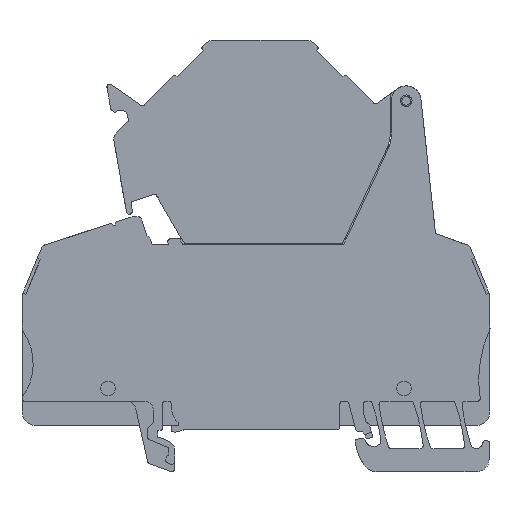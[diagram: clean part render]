
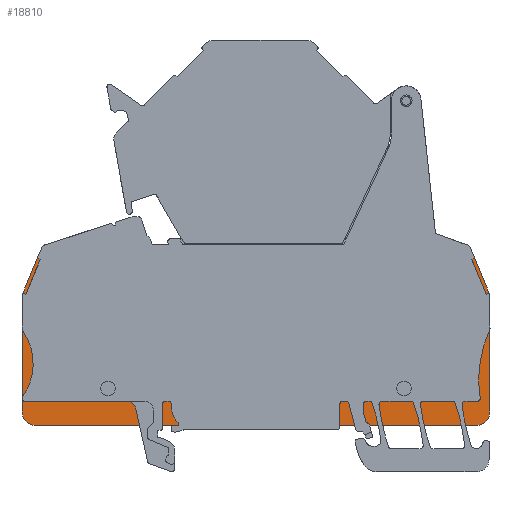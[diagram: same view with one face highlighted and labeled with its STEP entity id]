
A CAD part, left-side view. The second image highlights one B-rep face of the part: STEP entity #18810.
In plain terms, the highlighted planar face has unit normal (-1, 0, 0).
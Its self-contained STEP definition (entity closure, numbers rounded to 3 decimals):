
#18662=AXIS2_PLACEMENT_3D('Plane Axis2P3D',#18659,#18660,#18661) ;
#18675=AXIS2_PLACEMENT_3D('Circle Axis2P3D',#18673,#18674,$) ;
#18689=AXIS2_PLACEMENT_3D('Circle Axis2P3D',#18687,#18688,$) ;
#18703=AXIS2_PLACEMENT_3D('Circle Axis2P3D',#18701,#18702,$) ;
#18717=AXIS2_PLACEMENT_3D('Circle Axis2P3D',#18715,#18716,$) ;
#18731=AXIS2_PLACEMENT_3D('Circle Axis2P3D',#18729,#18730,$) ;
#18745=AXIS2_PLACEMENT_3D('Circle Axis2P3D',#18743,#18744,$) ;
#18759=AXIS2_PLACEMENT_3D('Circle Axis2P3D',#18757,#18758,$) ;
#18773=AXIS2_PLACEMENT_3D('Circle Axis2P3D',#18771,#18772,$) ;
#18659=CARTESIAN_POINT('Axis2P3D Location',(7.9,38.85,6.75)) ;
#18664=CARTESIAN_POINT('Line Origine',(7.9,55.555,33.779)) ;
#18668=CARTESIAN_POINT('Vertex',(7.9,54.182,29.553)) ;
#18670=CARTESIAN_POINT('Vertex',(7.9,56.928,38.005)) ;
#18673=CARTESIAN_POINT('Axis2P3D Location',(7.9,57.403,37.85)) ;
#18677=CARTESIAN_POINT('Vertex',(7.9,57.403,38.35)) ;
#18680=CARTESIAN_POINT('Line Origine',(7.9,66.123,38.35)) ;
#18684=CARTESIAN_POINT('Vertex',(7.9,74.843,38.35)) ;
#18687=CARTESIAN_POINT('Axis2P3D Location',(7.9,74.843,37.35)) ;
#18691=CARTESIAN_POINT('Vertex',(7.9,75.767,37.733)) ;
#18694=CARTESIAN_POINT('Line Origine',(7.9,77.37,33.861)) ;
#18698=CARTESIAN_POINT('Vertex',(7.9,78.974,29.99)) ;
#18701=CARTESIAN_POINT('Axis2P3D Location',(7.9,78.05,29.607)) ;
#18705=CARTESIAN_POINT('Vertex',(7.9,79.05,29.607)) ;
#18708=CARTESIAN_POINT('Line Origine',(7.9,79.05,19.929)) ;
#18712=CARTESIAN_POINT('Vertex',(7.9,79.05,10.25)) ;
#18715=CARTESIAN_POINT('Axis2P3D Location',(7.9,76.55,10.25)) ;
#18719=CARTESIAN_POINT('Vertex',(7.9,76.55,7.75)) ;
#18722=CARTESIAN_POINT('Line Origine',(7.9,39.525,7.75)) ;
#18726=CARTESIAN_POINT('Vertex',(7.9,2.5,7.75)) ;
#18729=CARTESIAN_POINT('Axis2P3D Location',(7.9,2.5,10.25)) ;
#18733=CARTESIAN_POINT('Vertex',(7.9,0.,10.25)) ;
#18736=CARTESIAN_POINT('Line Origine',(7.9,0.,19.929)) ;
#18740=CARTESIAN_POINT('Vertex',(7.9,0.,29.607)) ;
#18743=CARTESIAN_POINT('Axis2P3D Location',(7.9,1.,29.607)) ;
#18747=CARTESIAN_POINT('Vertex',(7.9,0.076,29.99)) ;
#18750=CARTESIAN_POINT('Line Origine',(7.9,1.68,33.861)) ;
#18754=CARTESIAN_POINT('Vertex',(7.9,3.283,37.733)) ;
#18757=CARTESIAN_POINT('Axis2P3D Location',(7.9,4.207,37.35)) ;
#18761=CARTESIAN_POINT('Vertex',(7.9,4.207,38.35)) ;
#18764=CARTESIAN_POINT('Line Origine',(7.9,29.085,38.35)) ;
#18768=CARTESIAN_POINT('Vertex',(7.9,53.962,38.35)) ;
#18771=CARTESIAN_POINT('Axis2P3D Location',(7.9,53.962,38.1)) ;
#18775=CARTESIAN_POINT('Vertex',(7.9,54.2,38.023)) ;
#18778=CARTESIAN_POINT('Line Origine',(7.9,52.955,34.19)) ;
#18782=CARTESIAN_POINT('Vertex',(7.9,51.709,30.356)) ;
#18785=CARTESIAN_POINT('Line Origine',(7.9,52.945,29.955)) ;
#18660=DIRECTION('Axis2P3D Direction',(-1.,0.,0.)) ;
#18661=DIRECTION('Axis2P3D XDirection',(0.,0.,-1.)) ;
#18665=DIRECTION('Vector Direction',(0.,-0.309,-0.951)) ;
#18674=DIRECTION('Axis2P3D Direction',(-1.,0.,0.)) ;
#18681=DIRECTION('Vector Direction',(0.,-1.,0.)) ;
#18688=DIRECTION('Axis2P3D Direction',(-1.,0.,0.)) ;
#18695=DIRECTION('Vector Direction',(0.,-0.383,0.924)) ;
#18702=DIRECTION('Axis2P3D Direction',(-1.,0.,0.)) ;
#18709=DIRECTION('Vector Direction',(0.,0.,1.)) ;
#18716=DIRECTION('Axis2P3D Direction',(-1.,0.,0.)) ;
#18723=DIRECTION('Vector Direction',(0.,-1.,0.)) ;
#18730=DIRECTION('Axis2P3D Direction',(-1.,0.,0.)) ;
#18737=DIRECTION('Vector Direction',(0.,0.,1.)) ;
#18744=DIRECTION('Axis2P3D Direction',(-1.,0.,0.)) ;
#18751=DIRECTION('Vector Direction',(0.,-0.383,-0.924)) ;
#18758=DIRECTION('Axis2P3D Direction',(-1.,0.,0.)) ;
#18765=DIRECTION('Vector Direction',(0.,-1.,0.)) ;
#18772=DIRECTION('Axis2P3D Direction',(-1.,0.,0.)) ;
#18779=DIRECTION('Vector Direction',(0.,0.309,0.951)) ;
#18786=DIRECTION('Vector Direction',(0.,-0.951,0.309)) ;
#18666=VECTOR('Line Direction',#18665,1.) ;
#18682=VECTOR('Line Direction',#18681,1.) ;
#18696=VECTOR('Line Direction',#18695,1.) ;
#18710=VECTOR('Line Direction',#18709,1.) ;
#18724=VECTOR('Line Direction',#18723,1.) ;
#18738=VECTOR('Line Direction',#18737,1.) ;
#18752=VECTOR('Line Direction',#18751,1.) ;
#18766=VECTOR('Line Direction',#18765,1.) ;
#18780=VECTOR('Line Direction',#18779,1.) ;
#18787=VECTOR('Line Direction',#18786,1.) ;
#18791=ORIENTED_EDGE('',*,*,#18672,.T.) ;
#18792=ORIENTED_EDGE('',*,*,#18679,.T.) ;
#18793=ORIENTED_EDGE('',*,*,#18686,.T.) ;
#18794=ORIENTED_EDGE('',*,*,#18693,.T.) ;
#18795=ORIENTED_EDGE('',*,*,#18700,.T.) ;
#18796=ORIENTED_EDGE('',*,*,#18707,.T.) ;
#18797=ORIENTED_EDGE('',*,*,#18714,.T.) ;
#18798=ORIENTED_EDGE('',*,*,#18721,.T.) ;
#18799=ORIENTED_EDGE('',*,*,#18728,.T.) ;
#18800=ORIENTED_EDGE('',*,*,#18735,.T.) ;
#18801=ORIENTED_EDGE('',*,*,#18742,.T.) ;
#18802=ORIENTED_EDGE('',*,*,#18749,.T.) ;
#18803=ORIENTED_EDGE('',*,*,#18756,.T.) ;
#18804=ORIENTED_EDGE('',*,*,#18763,.T.) ;
#18805=ORIENTED_EDGE('',*,*,#18770,.T.) ;
#18806=ORIENTED_EDGE('',*,*,#18777,.T.) ;
#18807=ORIENTED_EDGE('',*,*,#18784,.T.) ;
#18808=ORIENTED_EDGE('',*,*,#18789,.T.) ;
#18810=ADVANCED_FACE('321492\X2\00B4\X0\06\X2\00B1\X0\DIPL\X2\00B1\X0\ZSI2.5\X2\00B4\X0\2\X2\00B1\X0\DISTANZPLATTE.1\\K\X2\00F6\X0\rper.2',(#18809),#18663,.T.) ;
#18676=CIRCLE('generated circle',#18675,0.5) ;
#18690=CIRCLE('generated circle',#18689,1.) ;
#18704=CIRCLE('generated circle',#18703,1.) ;
#18718=CIRCLE('generated circle',#18717,2.5) ;
#18732=CIRCLE('generated circle',#18731,2.5) ;
#18746=CIRCLE('generated circle',#18745,1.) ;
#18760=CIRCLE('generated circle',#18759,1.) ;
#18774=CIRCLE('generated circle',#18773,0.25) ;
#18672=EDGE_CURVE('',#18669,#18671,#18667,.F.) ;
#18679=EDGE_CURVE('',#18671,#18678,#18676,.T.) ;
#18686=EDGE_CURVE('',#18678,#18685,#18683,.F.) ;
#18693=EDGE_CURVE('',#18685,#18692,#18690,.T.) ;
#18700=EDGE_CURVE('',#18692,#18699,#18697,.F.) ;
#18707=EDGE_CURVE('',#18699,#18706,#18704,.T.) ;
#18714=EDGE_CURVE('',#18706,#18713,#18711,.F.) ;
#18721=EDGE_CURVE('',#18713,#18720,#18718,.T.) ;
#18728=EDGE_CURVE('',#18720,#18727,#18725,.T.) ;
#18735=EDGE_CURVE('',#18727,#18734,#18732,.T.) ;
#18742=EDGE_CURVE('',#18734,#18741,#18739,.T.) ;
#18749=EDGE_CURVE('',#18741,#18748,#18746,.T.) ;
#18756=EDGE_CURVE('',#18748,#18755,#18753,.F.) ;
#18763=EDGE_CURVE('',#18755,#18762,#18760,.T.) ;
#18770=EDGE_CURVE('',#18762,#18769,#18767,.F.) ;
#18777=EDGE_CURVE('',#18769,#18776,#18774,.T.) ;
#18784=EDGE_CURVE('',#18776,#18783,#18781,.F.) ;
#18789=EDGE_CURVE('',#18783,#18669,#18788,.F.) ;
#18790=EDGE_LOOP('',(#18791,#18792,#18793,#18794,#18795,#18796,#18797,#18798,#18799,#18800,#18801,#18802,#18803,#18804,#18805,#18806,#18807,#18808)) ;
#18809=FACE_OUTER_BOUND('',#18790,.T.) ;
#18667=LINE('Line',#18664,#18666) ;
#18683=LINE('Line',#18680,#18682) ;
#18697=LINE('Line',#18694,#18696) ;
#18711=LINE('Line',#18708,#18710) ;
#18725=LINE('Line',#18722,#18724) ;
#18739=LINE('Line',#18736,#18738) ;
#18753=LINE('Line',#18750,#18752) ;
#18767=LINE('Line',#18764,#18766) ;
#18781=LINE('Line',#18778,#18780) ;
#18788=LINE('Line',#18785,#18787) ;
#18663=PLANE('',#18662) ;
#18669=VERTEX_POINT('',#18668) ;
#18671=VERTEX_POINT('',#18670) ;
#18678=VERTEX_POINT('',#18677) ;
#18685=VERTEX_POINT('',#18684) ;
#18692=VERTEX_POINT('',#18691) ;
#18699=VERTEX_POINT('',#18698) ;
#18706=VERTEX_POINT('',#18705) ;
#18713=VERTEX_POINT('',#18712) ;
#18720=VERTEX_POINT('',#18719) ;
#18727=VERTEX_POINT('',#18726) ;
#18734=VERTEX_POINT('',#18733) ;
#18741=VERTEX_POINT('',#18740) ;
#18748=VERTEX_POINT('',#18747) ;
#18755=VERTEX_POINT('',#18754) ;
#18762=VERTEX_POINT('',#18761) ;
#18769=VERTEX_POINT('',#18768) ;
#18776=VERTEX_POINT('',#18775) ;
#18783=VERTEX_POINT('',#18782) ;
